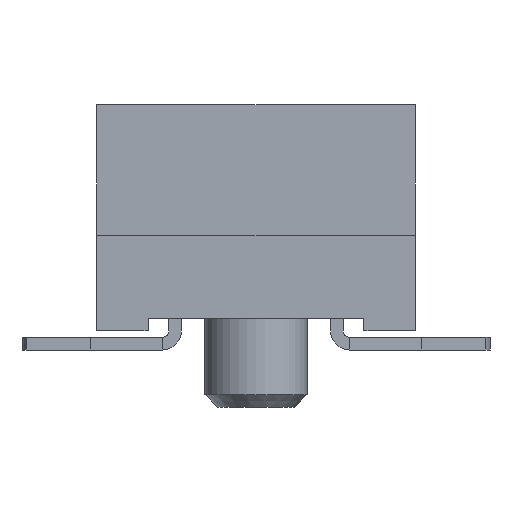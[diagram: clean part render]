
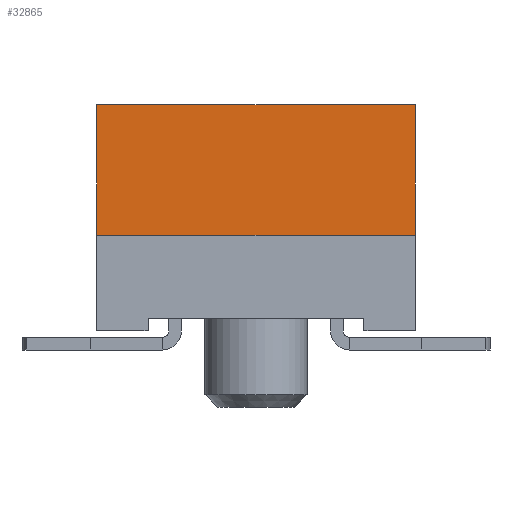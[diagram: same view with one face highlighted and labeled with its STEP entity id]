
A CAD part, front view. The second image highlights one B-rep face of the part: STEP entity #32865.
In plain terms, the highlighted planar face has unit normal (0, -1, 0).
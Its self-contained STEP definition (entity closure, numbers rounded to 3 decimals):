
#3197=FACE_OUTER_BOUND('',#5013,.T.);
#5013=EDGE_LOOP('',(#27007,#27008,#27009,#27010));
#7866=LINE('',#48065,#12066);
#8253=LINE('',#48839,#12453);
#8672=LINE('',#49646,#12872);
#8674=LINE('',#49649,#12874);
#12066=VECTOR('',#39567,10.);
#12453=VECTOR('',#39956,10.);
#12872=VECTOR('',#40699,10.);
#12874=VECTOR('',#40703,1.);
#15616=VERTEX_POINT('',#48059);
#15618=VERTEX_POINT('',#48063);
#16004=VERTEX_POINT('',#48837);
#16230=VERTEX_POINT('',#49645);
#19242=EDGE_CURVE('',#15616,#15618,#7866,.T.);
#19629=EDGE_CURVE('',#15618,#16004,#8253,.T.);
#20048=EDGE_CURVE('',#16230,#15616,#8672,.T.);
#20050=EDGE_CURVE('',#16230,#16004,#8674,.T.);
#27007=ORIENTED_EDGE('',*,*,#19242,.T.);
#27008=ORIENTED_EDGE('',*,*,#19629,.T.);
#27009=ORIENTED_EDGE('',*,*,#20050,.F.);
#27010=ORIENTED_EDGE('',*,*,#20048,.T.);
#31181=PLANE('',#34762);
#32865=ADVANCED_FACE('',(#3197),#31181,.F.);
#34762=AXIS2_PLACEMENT_3D('',#49648,#40701,#40702);
#39567=DIRECTION('',(1.,0.,0.));
#39956=DIRECTION('',(0.,0.,1.));
#40699=DIRECTION('',(0.,0.,-1.));
#40701=DIRECTION('center_axis',(0.,1.,0.));
#40702=DIRECTION('ref_axis',(1.,0.,0.));
#40703=DIRECTION('',(1.,0.,0.));
#48059=CARTESIAN_POINT('',(-2.5,-20.32,1.8));
#48063=CARTESIAN_POINT('',(2.5,-20.32,1.8));
#48065=CARTESIAN_POINT('',(-1.27,-20.32,1.8));
#48837=CARTESIAN_POINT('',(2.5,-20.32,3.85));
#48839=CARTESIAN_POINT('',(2.5,-20.32,-3.15));
#49645=CARTESIAN_POINT('',(-2.5,-20.32,3.85));
#49646=CARTESIAN_POINT('',(-2.5,-20.32,-3.15));
#49648=CARTESIAN_POINT('Origin',(-2.54,-20.32,-3.15));
#49649=CARTESIAN_POINT('',(-2.54,-20.32,3.85));
